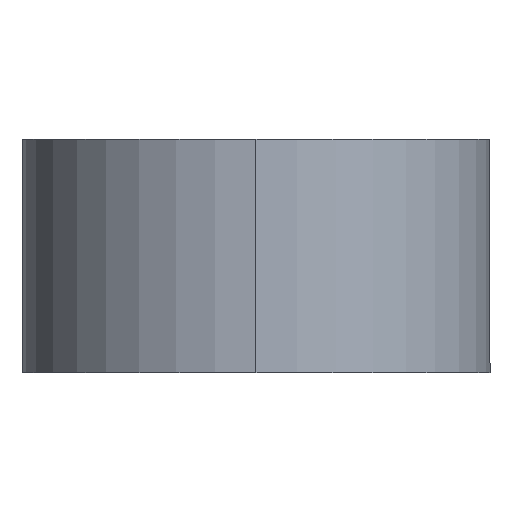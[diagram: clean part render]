
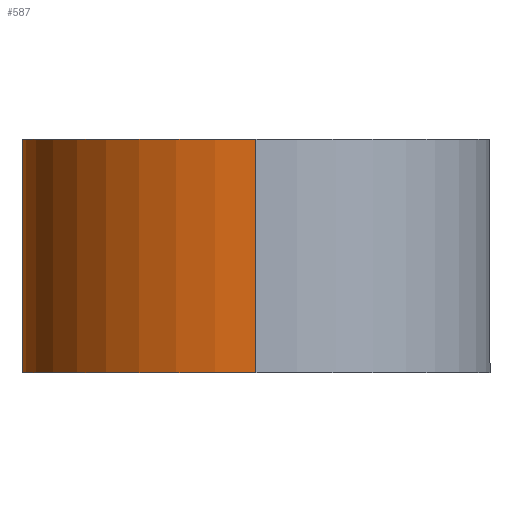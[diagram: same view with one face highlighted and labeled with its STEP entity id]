
A CAD part, left-side view. The second image highlights one B-rep face of the part: STEP entity #587.
In plain terms, the highlighted cylindrical face has radius 10 mm (diameter 20 mm), a partial arc.
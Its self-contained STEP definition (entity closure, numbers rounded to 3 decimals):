
#7 = ORIENTED_EDGE ( 'NONE', *, *, #317, .F. ) ;
#47 = DIRECTION ( 'NONE',  ( -1., 0., 0. ) ) ;
#70 = EDGE_CURVE ( 'NONE', #566, #622, #181, .T. ) ;
#83 = CIRCLE ( 'NONE', #639, 10. ) ;
#112 = VECTOR ( 'NONE', #116, 1000. ) ;
#116 = DIRECTION ( 'NONE',  ( 0., 0., 1. ) ) ;
#151 = EDGE_CURVE ( 'NONE', #672, #502, #650, .T. ) ;
#181 = LINE ( 'NONE', #830, #241 ) ;
#190 = CARTESIAN_POINT ( 'NONE',  ( 10., 10., 0. ) ) ;
#220 = EDGE_CURVE ( 'NONE', #502, #566, #759, .T. ) ;
#241 = VECTOR ( 'NONE', #249, 1000. ) ;
#249 = DIRECTION ( 'NONE',  ( 0., 0., -1. ) ) ;
#277 = CARTESIAN_POINT ( 'NONE',  ( 10., 10., 10. ) ) ;
#317 = EDGE_CURVE ( 'NONE', #622, #672, #83, .T. ) ;
#330 = CARTESIAN_POINT ( 'NONE',  ( 0., 10., 0. ) ) ;
#381 = FACE_OUTER_BOUND ( 'NONE', #413, .T. ) ;
#386 = CARTESIAN_POINT ( 'NONE',  ( 0., 10., 10. ) ) ;
#413 = EDGE_LOOP ( 'NONE', ( #852, #421, #669, #7 ) ) ;
#421 = ORIENTED_EDGE ( 'NONE', *, *, #220, .F. ) ;
#441 = CARTESIAN_POINT ( 'NONE',  ( 10., 20., 10. ) ) ;
#456 = DIRECTION ( 'NONE',  ( 0., 0., -1. ) ) ;
#461 = DIRECTION ( 'NONE',  ( 0., 0., -1. ) ) ;
#502 = VERTEX_POINT ( 'NONE', #519 ) ;
#519 = CARTESIAN_POINT ( 'NONE',  ( 10., 20., 10. ) ) ;
#566 = VERTEX_POINT ( 'NONE', #386 ) ;
#569 = AXIS2_PLACEMENT_3D ( 'NONE', #277, #671, #731 ) ;
#578 = CYLINDRICAL_SURFACE ( 'NONE', #596, 10. ) ;
#587 = ADVANCED_FACE ( 'NONE', ( #381 ), #578, .T. ) ;
#596 = AXIS2_PLACEMENT_3D ( 'NONE', #641, #456, #47 ) ;
#622 = VERTEX_POINT ( 'NONE', #330 ) ;
#639 = AXIS2_PLACEMENT_3D ( 'NONE', #190, #461, #716 ) ;
#641 = CARTESIAN_POINT ( 'NONE',  ( 10., 10., 10. ) ) ;
#650 = LINE ( 'NONE', #441, #112 ) ;
#669 = ORIENTED_EDGE ( 'NONE', *, *, #151, .F. ) ;
#671 = DIRECTION ( 'NONE',  ( 0., 0., 1. ) ) ;
#672 = VERTEX_POINT ( 'NONE', #776 ) ;
#716 = DIRECTION ( 'NONE',  ( -1., 0., 0. ) ) ;
#731 = DIRECTION ( 'NONE',  ( -1., 0., 0. ) ) ;
#759 = CIRCLE ( 'NONE', #569, 10. ) ;
#776 = CARTESIAN_POINT ( 'NONE',  ( 10., 20., 0. ) ) ;
#830 = CARTESIAN_POINT ( 'NONE',  ( 0., 10., 10. ) ) ;
#852 = ORIENTED_EDGE ( 'NONE', *, *, #70, .F. ) ;
